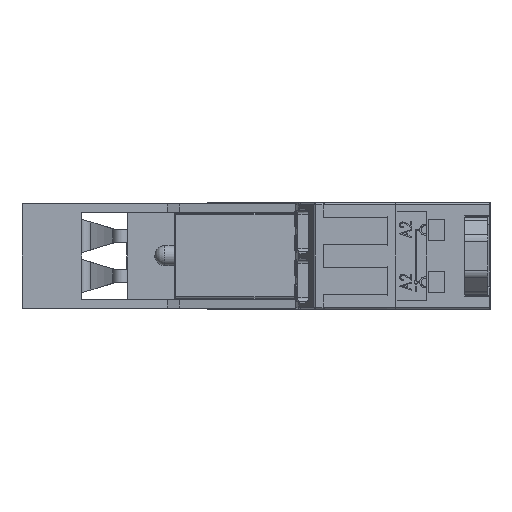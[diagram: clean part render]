
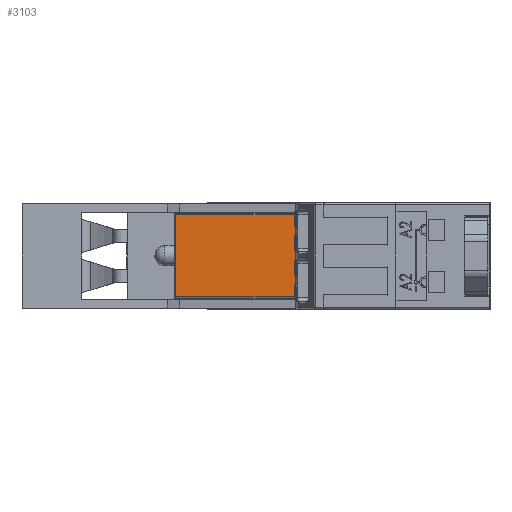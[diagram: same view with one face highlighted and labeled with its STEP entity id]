
A CAD part, left-side view. The second image highlights one B-rep face of the part: STEP entity #3103.
In plain terms, the highlighted planar face has unit normal (-1, 0, 0).
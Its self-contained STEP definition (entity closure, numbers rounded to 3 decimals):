
#587=FACE_BOUND('',#5890,.T.);
#588=FACE_BOUND('',#5891,.T.);
#1175=PLANE('',#28502);
#3103=ADVANCED_FACE('',(#587,#588),#1175,.T.);
#5890=EDGE_LOOP('',(#18414,#18415,#18416,#18417));
#5891=EDGE_LOOP('',(#18418,#18419,#18420,#18421));
#9013=LINE('',#50038,#11730);
#9016=LINE('',#50045,#11733);
#9021=LINE('',#50065,#11738);
#9027=LINE('',#50078,#11744);
#9028=LINE('',#50079,#11745);
#9029=LINE('',#50082,#11746);
#9030=LINE('',#50084,#11747);
#9031=LINE('',#50086,#11748);
#11730=VECTOR('',#35524,1.);
#11733=VECTOR('',#35531,1.);
#11738=VECTOR('',#35554,1.);
#11744=VECTOR('',#35574,1.);
#11745=VECTOR('',#35575,1.);
#11746=VECTOR('',#35576,1.);
#11747=VECTOR('',#35577,1.);
#11748=VECTOR('',#35578,1.);
#18414=ORIENTED_EDGE('',*,*,#25755,.T.);
#18415=ORIENTED_EDGE('',*,*,#25769,.T.);
#18416=ORIENTED_EDGE('',*,*,#25776,.T.);
#18417=ORIENTED_EDGE('',*,*,#25759,.T.);
#18418=ORIENTED_EDGE('',*,*,#25777,.T.);
#18419=ORIENTED_EDGE('',*,*,#25778,.T.);
#18420=ORIENTED_EDGE('',*,*,#25779,.T.);
#18421=ORIENTED_EDGE('',*,*,#25780,.T.);
#21467=VERTEX_POINT('',#50028);
#21470=VERTEX_POINT('',#50037);
#21471=VERTEX_POINT('',#50042);
#21478=VERTEX_POINT('',#50064);
#21479=VERTEX_POINT('',#50080);
#21480=VERTEX_POINT('',#50081);
#21481=VERTEX_POINT('',#50083);
#21482=VERTEX_POINT('',#50085);
#25755=EDGE_CURVE('',#21467,#21470,#9013,.T.);
#25759=EDGE_CURVE('',#21471,#21467,#9016,.T.);
#25769=EDGE_CURVE('',#21470,#21478,#9021,.T.);
#25776=EDGE_CURVE('',#21478,#21471,#9027,.T.);
#25777=EDGE_CURVE('',#21479,#21480,#9028,.T.);
#25778=EDGE_CURVE('',#21480,#21481,#9029,.T.);
#25779=EDGE_CURVE('',#21481,#21482,#9030,.T.);
#25780=EDGE_CURVE('',#21482,#21479,#9031,.T.);
#28502=AXIS2_PLACEMENT_3D('',#50087,#35579,#35580);
#35524=DIRECTION('',(0.,0.,-1.));
#35531=DIRECTION('',(0.,1.,0.));
#35554=DIRECTION('',(0.,-1.,0.));
#35574=DIRECTION('',(0.,0.,1.));
#35575=DIRECTION('',(0.,-1.,0.));
#35576=DIRECTION('',(0.,0.,-1.));
#35577=DIRECTION('',(0.,1.,0.));
#35578=DIRECTION('',(0.,0.,1.));
#35579=DIRECTION('',(-1.,0.,0.));
#35580=DIRECTION('',(0.,0.,-1.));
#50028=CARTESIAN_POINT('',(15.7,18.,6.2));
#50037=CARTESIAN_POINT('',(15.7,18.,-6.1));
#50038=CARTESIAN_POINT('',(15.7,18.,-6.3));
#50042=CARTESIAN_POINT('',(15.7,-5.,6.2));
#50045=CARTESIAN_POINT('',(15.7,18.2,6.2));
#50064=CARTESIAN_POINT('',(15.7,-5.,-6.1));
#50065=CARTESIAN_POINT('',(15.7,18.2,-6.1));
#50078=CARTESIAN_POINT('',(15.7,-5.,6.4));
#50079=CARTESIAN_POINT('',(15.7,-2.,1.3));
#50080=CARTESIAN_POINT('',(15.7,-2.,1.3));
#50081=CARTESIAN_POINT('',(15.7,-4.,1.3));
#50082=CARTESIAN_POINT('',(15.7,-4.,1.3));
#50083=CARTESIAN_POINT('',(15.7,-4.,-1.2));
#50084=CARTESIAN_POINT('',(15.7,-4.,-1.2));
#50085=CARTESIAN_POINT('',(15.7,-2.,-1.2));
#50086=CARTESIAN_POINT('',(15.7,-2.,-1.2));
#50087=CARTESIAN_POINT('',(15.7,18.2,6.4));
